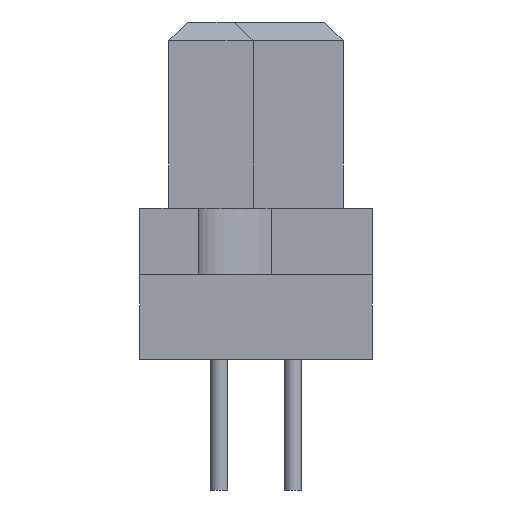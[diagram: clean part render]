
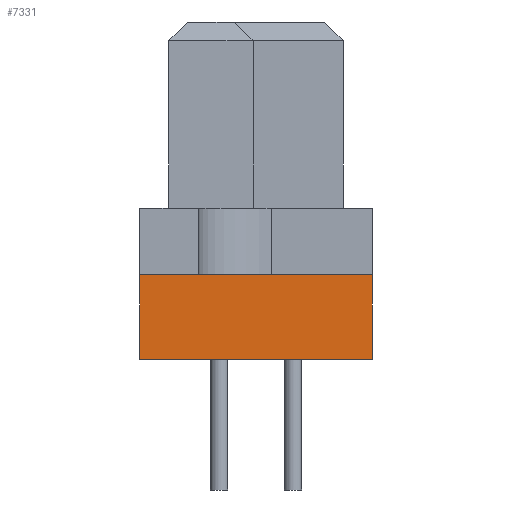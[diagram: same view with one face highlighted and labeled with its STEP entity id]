
A CAD part, front view. The second image highlights one B-rep face of the part: STEP entity #7331.
In plain terms, the highlighted planar face has unit normal (0, -1, 0).
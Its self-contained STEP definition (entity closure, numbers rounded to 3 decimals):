
#7266=CARTESIAN_POINT('',(5.27,-86.82,0.));
#7267=VERTEX_POINT('',#7266);
#7284=CARTESIAN_POINT('',(5.27,-86.82,2.9));
#7285=VERTEX_POINT('',#7284);
#7292=CARTESIAN_POINT('',(5.27,-86.82,2.9));
#7293=DIRECTION('',(0.0,0.0,-1.0));
#7294=VECTOR('',#7293,2.9);
#7295=LINE('',#7292,#7294);
#7296=EDGE_CURVE('',#7285,#7267,#7295,.T.);
#7301=CARTESIAN_POINT('',(-2.73,-86.82,2.8));
#7302=DIRECTION('',(0.0,-1.0,0.0));
#7303=DIRECTION('',(0.0,0.0,-1.0));
#7304=AXIS2_PLACEMENT_3D('',#7301,#7302,#7303);
#7305=PLANE('',#7304);
#7306=CARTESIAN_POINT('',(-2.73,-86.82,0.));
#7307=VERTEX_POINT('',#7306);
#7308=CARTESIAN_POINT('',(-2.73,-86.82,0.));
#7309=DIRECTION('',(1.0,0.0,0.0));
#7310=VECTOR('',#7309,8.0);
#7311=LINE('',#7308,#7310);
#7312=EDGE_CURVE('',#7307,#7267,#7311,.T.);
#7313=ORIENTED_EDGE('',*,*,#7312,.T.);
#7314=ORIENTED_EDGE('',*,*,#7296,.F.);
#7315=CARTESIAN_POINT('',(-2.73,-86.82,2.9));
#7316=VERTEX_POINT('',#7315);
#7317=CARTESIAN_POINT('',(-2.73,-86.82,2.9));
#7318=DIRECTION('',(1.0,0.0,0.0));
#7319=VECTOR('',#7318,8.0);
#7320=LINE('',#7317,#7319);
#7321=EDGE_CURVE('',#7316,#7285,#7320,.T.);
#7322=ORIENTED_EDGE('',*,*,#7321,.F.);
#7323=CARTESIAN_POINT('',(-2.73,-86.82,2.9));
#7324=DIRECTION('',(0.0,0.0,-1.0));
#7325=VECTOR('',#7324,2.9);
#7326=LINE('',#7323,#7325);
#7327=EDGE_CURVE('',#7316,#7307,#7326,.T.);
#7328=ORIENTED_EDGE('',*,*,#7327,.T.);
#7329=EDGE_LOOP('',(#7313,#7314,#7322,#7328));
#7330=FACE_OUTER_BOUND('',#7329,.T.);
#7331=ADVANCED_FACE('',(#7330),#7305,.T.);
